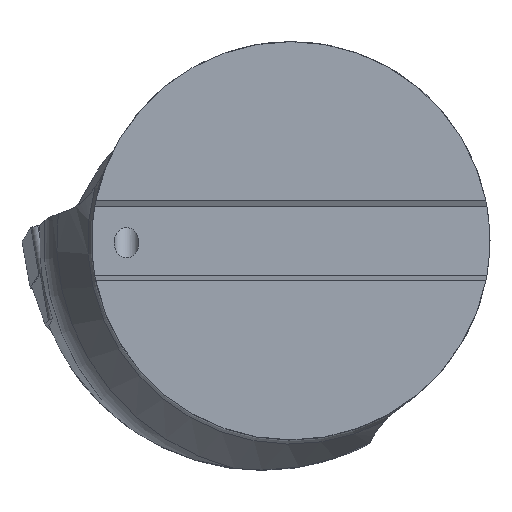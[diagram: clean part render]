
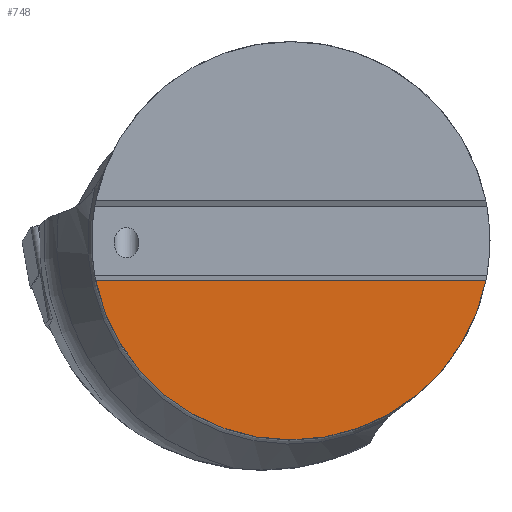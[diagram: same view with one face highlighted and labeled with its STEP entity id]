
A CAD part, top view. The second image highlights one B-rep face of the part: STEP entity #748.
In plain terms, the highlighted planar face has unit normal (0, 0, 1).
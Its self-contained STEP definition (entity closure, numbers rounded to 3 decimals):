
#381=EDGE_CURVE('240[2]',#1152,#1153,#1154,.T.);
#748=ADVANCED_FACE('240[2]',(#1699),#1700,.T.);
#1046=EDGE_CURVE('240[2]',#1152,#1153,#2056,.T.);
#1152=VERTEX_POINT('NONE',#2176);
#1153=VERTEX_POINT('NONE',#2177);
#1154=LINE('',#2178,#2179);
#1699=FACE_OUTER_BOUND('',#3143,.T.);
#1700=PLANE('',#3144);
#2056=CIRCLE('',#3999,20.0);
#2176=CARTESIAN_POINT('',(19.596,-4.,0.0));
#2177=CARTESIAN_POINT('',(-19.596,-4.,0.0));
#2178=CARTESIAN_POINT('',(5.25,-4.,0.0));
#2179=VECTOR('',#4211,1.0);
#3143=EDGE_LOOP('',(#4806,#4807));
#3144=AXIS2_PLACEMENT_3D('',#4808,#4809,#4810);
#3999=AXIS2_PLACEMENT_3D('',#5194,#5195,#5196);
#4211=DIRECTION('',(-1.0,0.0,0.));
#4806=ORIENTED_EDGE('',*,*,#1046,.F.);
#4807=ORIENTED_EDGE('',*,*,#381,.T.);
#4808=CARTESIAN_POINT('',(-9.5,0.,0.0));
#4809=DIRECTION('',(0.,0.,1.0));
#4810=DIRECTION('',(1.0,0.,0.0));
#5194=CARTESIAN_POINT('',(0.,0.,0.0));
#5195=DIRECTION('',(0.,0.0,-1.0));
#5196=DIRECTION('',(0.0,1.0,0.0));
